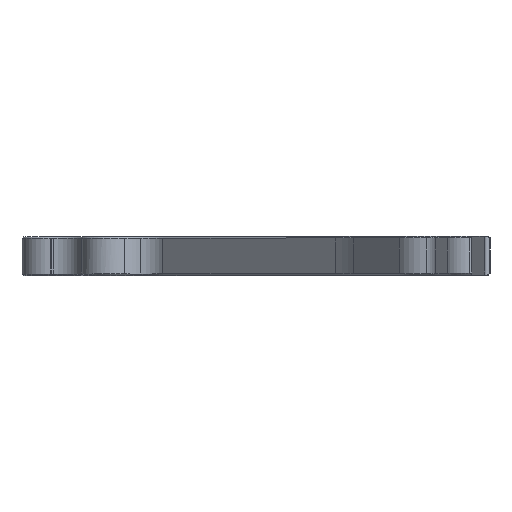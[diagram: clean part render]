
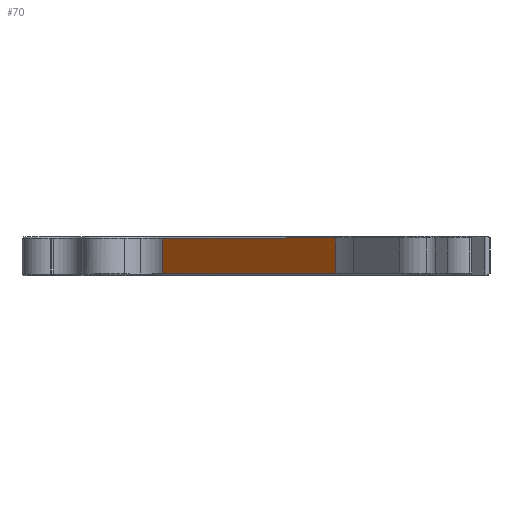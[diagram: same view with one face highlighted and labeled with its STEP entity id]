
A CAD part, top view. The second image highlights one B-rep face of the part: STEP entity #70.
In plain terms, the highlighted planar face has unit normal (-0.707, 0, 0.707).
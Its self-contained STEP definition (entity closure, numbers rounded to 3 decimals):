
#12 = CARTESIAN_POINT ( 'NONE',  ( -41.849, 6.2, -36.192 ) ) ;
#54 = VECTOR ( 'NONE', #949, 1000. ) ;
#70 = ADVANCED_FACE ( 'NONE', ( #3018 ), #1121, .T. ) ;
#249 = LINE ( 'NONE', #2184, #3162 ) ;
#299 = DIRECTION ( 'NONE',  ( 0., -1., 0. ) ) ;
#374 = DIRECTION ( 'NONE',  ( -0.707, 0., -0.707 ) ) ;
#444 = VERTEX_POINT ( 'NONE', #1342 ) ;
#585 = LINE ( 'NONE', #12, #54 ) ;
#664 = DIRECTION ( 'NONE',  ( 0.707, 0., 0.707 ) ) ;
#839 = AXIS2_PLACEMENT_3D ( 'NONE', #1884, #2999, #3328 ) ;
#863 = EDGE_CURVE ( 'NONE', #444, #2304, #249, .T. ) ;
#949 = DIRECTION ( 'NONE',  ( 0., 1., 0. ) ) ;
#1121 = PLANE ( 'NONE',  #839 ) ;
#1320 = ORIENTED_EDGE ( 'NONE', *, *, #2061, .T. ) ;
#1341 = VERTEX_POINT ( 'NONE', #3176 ) ;
#1342 = CARTESIAN_POINT ( 'NONE',  ( -69.339, 5.95, -63.683 ) ) ;
#1467 = ORIENTED_EDGE ( 'NONE', *, *, #863, .T. ) ;
#1624 = ORIENTED_EDGE ( 'NONE', *, *, #2586, .T. ) ;
#1697 = LINE ( 'NONE', #2900, #2017 ) ;
#1884 = CARTESIAN_POINT ( 'NONE',  ( -2.828, 6.2, 2.828 ) ) ;
#2017 = VECTOR ( 'NONE', #664, 1000. ) ;
#2018 = EDGE_CURVE ( 'NONE', #2304, #3453, #1697, .T. ) ;
#2061 = EDGE_CURVE ( 'NONE', #3453, #1341, #585, .T. ) ;
#2184 = CARTESIAN_POINT ( 'NONE',  ( -69.339, 6.2, -63.683 ) ) ;
#2292 = EDGE_LOOP ( 'NONE', ( #1467, #3197, #1320, #1624 ) ) ;
#2304 = VERTEX_POINT ( 'NONE', #3035 ) ;
#2371 = CARTESIAN_POINT ( 'NONE',  ( -41.849, 0.25, -36.192 ) ) ;
#2465 = LINE ( 'NONE', #2848, #3063 ) ;
#2586 = EDGE_CURVE ( 'NONE', #1341, #444, #2465, .T. ) ;
#2848 = CARTESIAN_POINT ( 'NONE',  ( -2.828, 5.95, 2.828 ) ) ;
#2900 = CARTESIAN_POINT ( 'NONE',  ( -41.849, 0.25, -36.192 ) ) ;
#2999 = DIRECTION ( 'NONE',  ( -0.707, 0., 0.707 ) ) ;
#3018 = FACE_OUTER_BOUND ( 'NONE', #2292, .T. ) ;
#3035 = CARTESIAN_POINT ( 'NONE',  ( -69.339, 0.25, -63.683 ) ) ;
#3063 = VECTOR ( 'NONE', #374, 1000. ) ;
#3162 = VECTOR ( 'NONE', #299, 1000. ) ;
#3176 = CARTESIAN_POINT ( 'NONE',  ( -41.849, 5.95, -36.192 ) ) ;
#3197 = ORIENTED_EDGE ( 'NONE', *, *, #2018, .T. ) ;
#3328 = DIRECTION ( 'NONE',  ( 0.707, 0., 0.707 ) ) ;
#3453 = VERTEX_POINT ( 'NONE', #2371 ) ;
